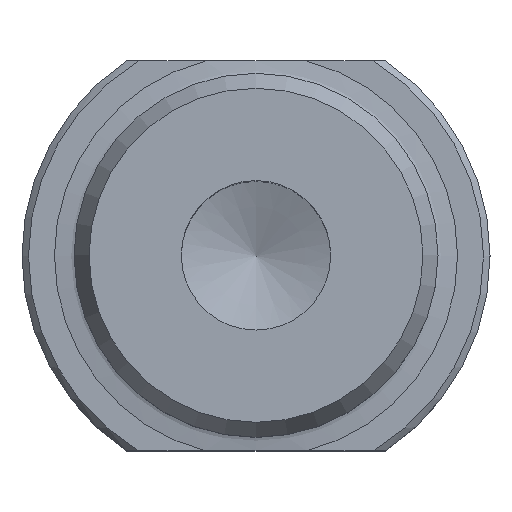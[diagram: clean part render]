
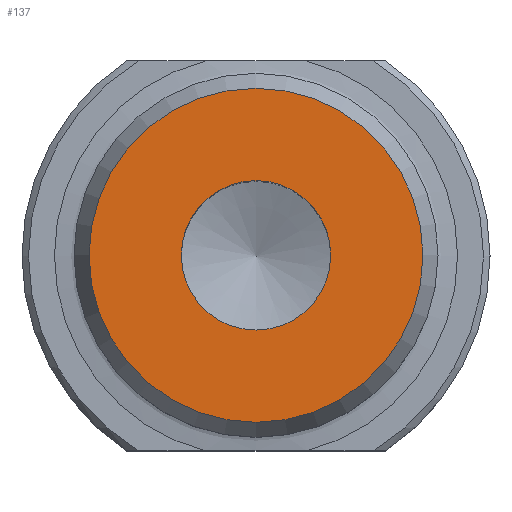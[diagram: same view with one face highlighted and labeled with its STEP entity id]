
A CAD part, top view. The second image highlights one B-rep face of the part: STEP entity #137.
In plain terms, the highlighted planar face has unit normal (0, 0, 1).
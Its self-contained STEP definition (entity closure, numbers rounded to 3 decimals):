
#44=FACE_BOUND('',#196,.T.);
#45=FACE_BOUND('',#197,.T.);
#137=ADVANCED_FACE('',(#44,#45),#171,.F.);
#171=PLANE('',#558);
#196=EDGE_LOOP('',(#325));
#197=EDGE_LOOP('',(#326));
#264=CIRCLE('',#556,12.845);
#265=CIRCLE('',#557,5.75);
#325=ORIENTED_EDGE('',*,*,#469,.F.);
#326=ORIENTED_EDGE('',*,*,#470,.T.);
#415=VERTEX_POINT('',#865);
#416=VERTEX_POINT('',#867);
#469=EDGE_CURVE('',#415,#415,#264,.T.);
#470=EDGE_CURVE('',#416,#416,#265,.T.);
#556=AXIS2_PLACEMENT_3D('',#864,#668,#669);
#557=AXIS2_PLACEMENT_3D('',#866,#670,#671);
#558=AXIS2_PLACEMENT_3D('',#868,#672,#673);
#668=DIRECTION('',(0.,0.,-1.));
#669=DIRECTION('',(0.,1.,0.));
#670=DIRECTION('',(0.,0.,-1.));
#671=DIRECTION('',(0.,1.,0.));
#672=DIRECTION('',(0.,0.,-1.));
#673=DIRECTION('',(0.,1.,0.));
#864=CARTESIAN_POINT('',(0.,0.,34.));
#865=CARTESIAN_POINT('',(0.,12.845,34.));
#866=CARTESIAN_POINT('',(0.,0.,34.));
#867=CARTESIAN_POINT('',(0.,5.75,34.));
#868=CARTESIAN_POINT('',(0.,5.75,34.));
